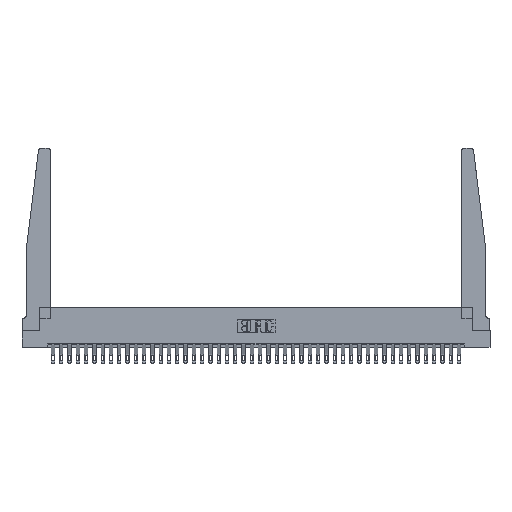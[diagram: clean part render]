
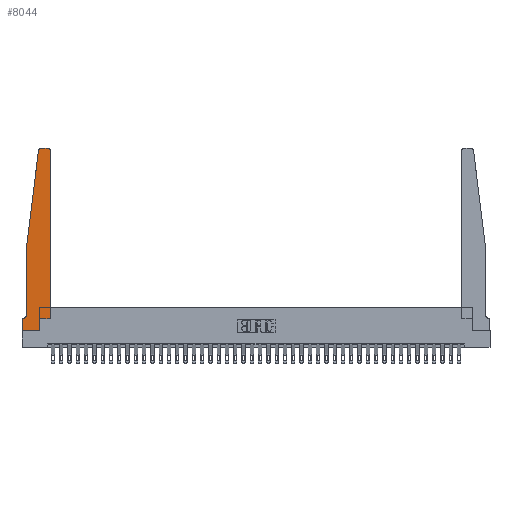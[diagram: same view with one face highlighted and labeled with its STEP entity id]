
A CAD part, top view. The second image highlights one B-rep face of the part: STEP entity #8044.
In plain terms, the highlighted planar face has unit normal (0, 0, 1).
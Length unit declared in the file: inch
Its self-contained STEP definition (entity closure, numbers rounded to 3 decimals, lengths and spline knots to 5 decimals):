
#363 = ORIENTED_EDGE ( 'NONE', *, *, #24928, .T. ) ;
#800 = VECTOR ( 'NONE', #11240, 39.37008 ) ;
#940 = EDGE_LOOP ( 'NONE', ( #19918, #9771, #24708, #18139, #363, #27763, #13486, #17708, #5225, #13183, #26987, #8807 ) ) ;
#1174 = CARTESIAN_POINT ( 'NONE',  ( 0.395, 2.72, 0.37 ) ) ;
#1288 = LINE ( 'NONE', #21590, #19886 ) ;
#1696 = VECTOR ( 'NONE', #4567, 39.37008 ) ;
#2092 = CARTESIAN_POINT ( 'NONE',  ( 0.015, 0.1875, 0.37 ) ) ;
#3849 = PLANE ( 'NONE',  #29584 ) ;
#4170 = EDGE_CURVE ( 'NONE', #13232, #17102, #20340, .T. ) ;
#4567 = DIRECTION ( 'NONE',  ( 1., 0., 0. ) ) ;
#4643 = EDGE_CURVE ( 'NONE', #23197, #31350, #30901, .T. ) ;
#4690 = EDGE_CURVE ( 'NONE', #31350, #19157, #7941, .T. ) ;
#4957 = CARTESIAN_POINT ( 'NONE',  ( 0.425, 0.18, 0.37 ) ) ;
#5225 = ORIENTED_EDGE ( 'NONE', *, *, #4690, .T. ) ;
#6059 = CIRCLE ( 'NONE', #23319, 0.03 ) ;
#6501 = CARTESIAN_POINT ( 'NONE',  ( 0., 0.1875, 0.37 ) ) ;
#6609 = CARTESIAN_POINT ( 'NONE',  ( 0.425, 0.18, 0.37 ) ) ;
#6753 = DIRECTION ( 'NONE',  ( 1., 0., 0. ) ) ;
#7805 = DIRECTION ( 'NONE',  ( 1., 0., 0. ) ) ;
#7941 = LINE ( 'NONE', #30528, #800 ) ;
#8044 = ADVANCED_FACE ( 'NONE', ( #24000 ), #3849, .T. ) ;
#8807 = ORIENTED_EDGE ( 'NONE', *, *, #14322, .T. ) ;
#9258 = DIRECTION ( 'NONE',  ( 1., 0., 0. ) ) ;
#9446 = DIRECTION ( 'NONE',  ( 0., 1., 0. ) ) ;
#9771 = ORIENTED_EDGE ( 'NONE', *, *, #21797, .T. ) ;
#9909 = LINE ( 'NONE', #24041, #12095 ) ;
#10053 = DIRECTION ( 'NONE',  ( 0., 0., -1. ) ) ;
#10275 = LINE ( 'NONE', #6609, #16853 ) ;
#11067 = CARTESIAN_POINT ( 'NONE',  ( 0.24675, 2.72367, 0.37 ) ) ;
#11240 = DIRECTION ( 'NONE',  ( 0., 1., 0. ) ) ;
#11298 = DIRECTION ( 'NONE',  ( 0., 0., 1. ) ) ;
#12087 = VECTOR ( 'NONE', #33407, 39.37008 ) ;
#12095 = VECTOR ( 'NONE', #21468, 39.37008 ) ;
#12379 = VERTEX_POINT ( 'NONE', #29588 ) ;
#12683 = CARTESIAN_POINT ( 'NONE',  ( 0.27653, 2.75, 0.37 ) ) ;
#12986 = LINE ( 'NONE', #13500, #12087 ) ;
#13183 = ORIENTED_EDGE ( 'NONE', *, *, #33237, .T. ) ;
#13232 = VERTEX_POINT ( 'NONE', #11067 ) ;
#13486 = ORIENTED_EDGE ( 'NONE', *, *, #13576, .T. ) ;
#13500 = CARTESIAN_POINT ( 'NONE',  ( 0.065, 1.25, 0.37 ) ) ;
#13564 = DIRECTION ( 'NONE',  ( -1., 0., 0. ) ) ;
#13576 = EDGE_CURVE ( 'NONE', #14434, #23197, #33371, .T. ) ;
#14322 = EDGE_CURVE ( 'NONE', #12379, #24876, #21415, .T. ) ;
#14434 = VERTEX_POINT ( 'NONE', #25855 ) ;
#14576 = CARTESIAN_POINT ( 'NONE',  ( 0.065, 0.2375, 0.37 ) ) ;
#14642 = CARTESIAN_POINT ( 'NONE',  ( 0.395, 2.75, 0.37 ) ) ;
#15074 = EDGE_CURVE ( 'NONE', #24876, #21091, #9909, .T. ) ;
#16507 = CARTESIAN_POINT ( 'NONE',  ( 0.27653, 2.72, 0.37 ) ) ;
#16853 = VECTOR ( 'NONE', #9446, 39.37008 ) ;
#17102 = VERTEX_POINT ( 'NONE', #29219 ) ;
#17357 = CARTESIAN_POINT ( 'NONE',  ( 0.065, 1.25, 0.37 ) ) ;
#17708 = ORIENTED_EDGE ( 'NONE', *, *, #4643, .T. ) ;
#17709 = AXIS2_PLACEMENT_3D ( 'NONE', #26981, #10053, #24828 ) ;
#18139 = ORIENTED_EDGE ( 'NONE', *, *, #24972, .T. ) ;
#19157 = VERTEX_POINT ( 'NONE', #29591 ) ;
#19592 = VECTOR ( 'NONE', #7805, 39.37008 ) ;
#19870 = VECTOR ( 'NONE', #23450, 39.37008 ) ;
#19886 = VECTOR ( 'NONE', #13564, 39.37008 ) ;
#19918 = ORIENTED_EDGE ( 'NONE', *, *, #15074, .T. ) ;
#20340 = LINE ( 'NONE', #17357, #19870 ) ;
#21091 = VERTEX_POINT ( 'NONE', #12683 ) ;
#21213 = CARTESIAN_POINT ( 'NONE',  ( 0., 0., 0.37 ) ) ;
#21415 = CIRCLE ( 'NONE', #28540, 0.03 ) ;
#21468 = DIRECTION ( 'NONE',  ( -1., 0., 0. ) ) ;
#21590 = CARTESIAN_POINT ( 'NONE',  ( 0.065, 0.1875, 0.37 ) ) ;
#21797 = EDGE_CURVE ( 'NONE', #21091, #13232, #6059, .T. ) ;
#22675 = VECTOR ( 'NONE', #22935, 39.37008 ) ;
#22935 = DIRECTION ( 'NONE',  ( 0., -1., 0. ) ) ;
#23197 = VERTEX_POINT ( 'NONE', #21213 ) ;
#23319 = AXIS2_PLACEMENT_3D ( 'NONE', #16507, #11298, #25003 ) ;
#23416 = CARTESIAN_POINT ( 'NONE',  ( 0.425, 0.18, 0.37 ) ) ;
#23450 = DIRECTION ( 'NONE',  ( -0.122, -0.992, 0. ) ) ;
#24000 = FACE_OUTER_BOUND ( 'NONE', #940, .T. ) ;
#24041 = CARTESIAN_POINT ( 'NONE',  ( 0.25, 2.75, 0.37 ) ) ;
#24708 = ORIENTED_EDGE ( 'NONE', *, *, #4170, .T. ) ;
#24718 = CARTESIAN_POINT ( 'NONE',  ( 0.2605, 0., 0.37 ) ) ;
#24828 = DIRECTION ( 'NONE',  ( -1., 0., 0. ) ) ;
#24876 = VERTEX_POINT ( 'NONE', #14642 ) ;
#24928 = EDGE_CURVE ( 'NONE', #34634, #25312, #27579, .T. ) ;
#24972 = EDGE_CURVE ( 'NONE', #17102, #34634, #12986, .T. ) ;
#25003 = DIRECTION ( 'NONE',  ( 1., 0., 0. ) ) ;
#25312 = VERTEX_POINT ( 'NONE', #2092 ) ;
#25855 = CARTESIAN_POINT ( 'NONE',  ( 0., 0.1875, 0.37 ) ) ;
#26172 = DIRECTION ( 'NONE',  ( 0., 0., 1. ) ) ;
#26212 = VERTEX_POINT ( 'NONE', #23416 ) ;
#26261 = DIRECTION ( 'NONE',  ( 0., 0., 1. ) ) ;
#26380 = EDGE_CURVE ( 'NONE', #26212, #12379, #10275, .T. ) ;
#26981 = CARTESIAN_POINT ( 'NONE',  ( 0.015, 0.2375, 0.37 ) ) ;
#26987 = ORIENTED_EDGE ( 'NONE', *, *, #26380, .T. ) ;
#27130 = LINE ( 'NONE', #4957, #19592 ) ;
#27579 = CIRCLE ( 'NONE', #17709, 0.05 ) ;
#27763 = ORIENTED_EDGE ( 'NONE', *, *, #28624, .T. ) ;
#28540 = AXIS2_PLACEMENT_3D ( 'NONE', #1174, #26172, #9258 ) ;
#28624 = EDGE_CURVE ( 'NONE', #25312, #14434, #1288, .T. ) ;
#28896 = CARTESIAN_POINT ( 'NONE',  ( 0., 0., 0.37 ) ) ;
#29219 = CARTESIAN_POINT ( 'NONE',  ( 0.065, 1.25, 0.37 ) ) ;
#29584 = AXIS2_PLACEMENT_3D ( 'NONE', #6501, #26261, #6753 ) ;
#29588 = CARTESIAN_POINT ( 'NONE',  ( 0.425, 2.72, 0.37 ) ) ;
#29591 = CARTESIAN_POINT ( 'NONE',  ( 0.2605, 0.18, 0.37 ) ) ;
#30528 = CARTESIAN_POINT ( 'NONE',  ( 0.2605, 0.18, 0.37 ) ) ;
#30901 = LINE ( 'NONE', #33389, #1696 ) ;
#31350 = VERTEX_POINT ( 'NONE', #24718 ) ;
#33237 = EDGE_CURVE ( 'NONE', #19157, #26212, #27130, .T. ) ;
#33371 = LINE ( 'NONE', #28896, #22675 ) ;
#33389 = CARTESIAN_POINT ( 'NONE',  ( 0., 0., 0.37 ) ) ;
#33407 = DIRECTION ( 'NONE',  ( 0., -1., 0. ) ) ;
#34634 = VERTEX_POINT ( 'NONE', #14576 ) ;
